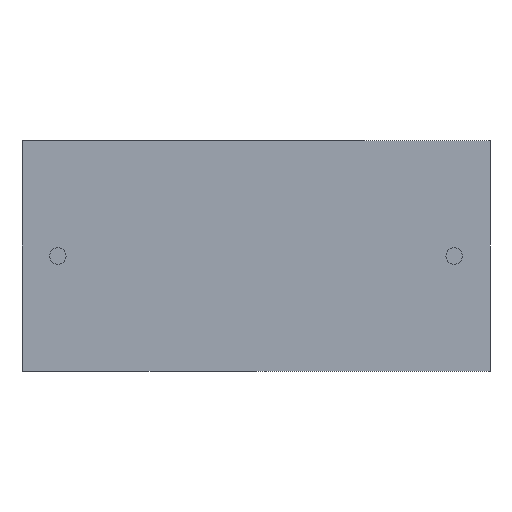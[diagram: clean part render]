
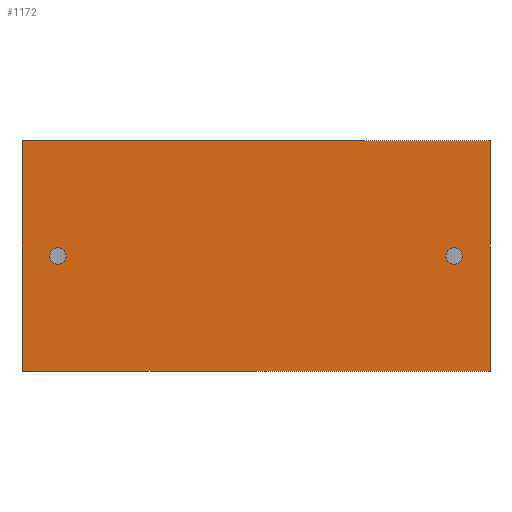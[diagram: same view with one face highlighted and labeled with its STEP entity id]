
A CAD part, front view. The second image highlights one B-rep face of the part: STEP entity #1172.
In plain terms, the highlighted planar face has unit normal (0, -1, 0).
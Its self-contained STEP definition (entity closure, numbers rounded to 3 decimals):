
#94 = CARTESIAN_POINT ( 'NONE',  ( 27.7, 0., 7.4 ) ) ;
#179 = ORIENTED_EDGE ( 'NONE', *, *, #197, .F. ) ;
#197 = EDGE_CURVE ( 'NONE', #1309, #498, #483, .T. ) ;
#199 = DIRECTION ( 'NONE',  ( 1., 0., 0. ) ) ;
#203 = LINE ( 'NONE', #2328, #1324 ) ;
#223 = CARTESIAN_POINT ( 'NONE',  ( 27.7, 0., 7.925 ) ) ;
#247 = CARTESIAN_POINT ( 'NONE',  ( 30., 0., 14.8 ) ) ;
#296 = ORIENTED_EDGE ( 'NONE', *, *, #1217, .F. ) ;
#316 = EDGE_CURVE ( 'NONE', #1893, #1829, #983, .T. ) ;
#317 = EDGE_CURVE ( 'NONE', #364, #1893, #203, .T. ) ;
#335 = CARTESIAN_POINT ( 'NONE',  ( 2.3, 0., 7.925 ) ) ;
#351 = AXIS2_PLACEMENT_3D ( 'NONE', #1477, #1084, #1111 ) ;
#364 = VERTEX_POINT ( 'NONE', #1783 ) ;
#397 = VECTOR ( 'NONE', #199, 1000. ) ;
#407 = CARTESIAN_POINT ( 'NONE',  ( 30., 0., 14.8 ) ) ;
#418 = DIRECTION ( 'NONE',  ( 0., 0., 1. ) ) ;
#424 = LINE ( 'NONE', #1394, #2028 ) ;
#453 = CARTESIAN_POINT ( 'NONE',  ( 0., 0., 0. ) ) ;
#462 = ORIENTED_EDGE ( 'NONE', *, *, #2407, .T. ) ;
#483 = CIRCLE ( 'NONE', #995, 0.525 ) ;
#491 = EDGE_LOOP ( 'NONE', ( #462, #2175, #2133, #2097 ) ) ;
#498 = VERTEX_POINT ( 'NONE', #335 ) ;
#583 = ORIENTED_EDGE ( 'NONE', *, *, #1456, .T. ) ;
#622 = PLANE ( 'NONE',  #761 ) ;
#717 = EDGE_CURVE ( 'NONE', #364, #1186, #424, .T. ) ;
#761 = AXIS2_PLACEMENT_3D ( 'NONE', #1775, #1382, #1608 ) ;
#770 = EDGE_CURVE ( 'NONE', #2000, #2230, #952, .T. ) ;
#825 = CARTESIAN_POINT ( 'NONE',  ( 0., 0., 0. ) ) ;
#875 = CIRCLE ( 'NONE', #351, 0.525 ) ;
#940 = CARTESIAN_POINT ( 'NONE',  ( 30., 0., 0. ) ) ;
#952 = CIRCLE ( 'NONE', #1190, 0.525 ) ;
#983 = LINE ( 'NONE', #407, #2388 ) ;
#995 = AXIS2_PLACEMENT_3D ( 'NONE', #1422, #1246, #1385 ) ;
#1024 = DIRECTION ( 'NONE',  ( 0., 1., 0. ) ) ;
#1084 = DIRECTION ( 'NONE',  ( 0., 1., 0. ) ) ;
#1110 = CARTESIAN_POINT ( 'NONE',  ( 2.3, 0., 6.875 ) ) ;
#1111 = DIRECTION ( 'NONE',  ( 0., 0., -1. ) ) ;
#1172 = ADVANCED_FACE ( 'NONE', ( #1828, #1252, #2364 ), #622, .F. ) ;
#1184 = DIRECTION ( 'NONE',  ( 0., 0., -1. ) ) ;
#1186 = VERTEX_POINT ( 'NONE', #825 ) ;
#1190 = AXIS2_PLACEMENT_3D ( 'NONE', #94, #1024, #1614 ) ;
#1192 = EDGE_LOOP ( 'NONE', ( #583, #2035 ) ) ;
#1217 = EDGE_CURVE ( 'NONE', #498, #1309, #2391, .T. ) ;
#1246 = DIRECTION ( 'NONE',  ( 0., -1., 0. ) ) ;
#1252 = FACE_OUTER_BOUND ( 'NONE', #491, .T. ) ;
#1309 = VERTEX_POINT ( 'NONE', #1110 ) ;
#1324 = VECTOR ( 'NONE', #2318, 1000. ) ;
#1382 = DIRECTION ( 'NONE',  ( 0., 1., 0. ) ) ;
#1385 = DIRECTION ( 'NONE',  ( 0., 0., 1. ) ) ;
#1394 = CARTESIAN_POINT ( 'NONE',  ( 0., 0., 14.8 ) ) ;
#1422 = CARTESIAN_POINT ( 'NONE',  ( 2.3, 0., 7.4 ) ) ;
#1456 = EDGE_CURVE ( 'NONE', #2230, #2000, #875, .T. ) ;
#1477 = CARTESIAN_POINT ( 'NONE',  ( 27.7, 0., 7.4 ) ) ;
#1596 = EDGE_LOOP ( 'NONE', ( #296, #179 ) ) ;
#1608 = DIRECTION ( 'NONE',  ( 0., 0., 1. ) ) ;
#1614 = DIRECTION ( 'NONE',  ( 0., 0., -1. ) ) ;
#1741 = LINE ( 'NONE', #453, #397 ) ;
#1769 = DIRECTION ( 'NONE',  ( 0., 0., -1. ) ) ;
#1775 = CARTESIAN_POINT ( 'NONE',  ( 0., 0., 14.8 ) ) ;
#1783 = CARTESIAN_POINT ( 'NONE',  ( 0., 0., 14.8 ) ) ;
#1800 = CARTESIAN_POINT ( 'NONE',  ( 2.3, 0., 7.4 ) ) ;
#1828 = FACE_BOUND ( 'NONE', #1192, .T. ) ;
#1829 = VERTEX_POINT ( 'NONE', #940 ) ;
#1893 = VERTEX_POINT ( 'NONE', #247 ) ;
#2000 = VERTEX_POINT ( 'NONE', #2378 ) ;
#2028 = VECTOR ( 'NONE', #1769, 1000. ) ;
#2035 = ORIENTED_EDGE ( 'NONE', *, *, #770, .T. ) ;
#2097 = ORIENTED_EDGE ( 'NONE', *, *, #717, .T. ) ;
#2133 = ORIENTED_EDGE ( 'NONE', *, *, #317, .F. ) ;
#2136 = DIRECTION ( 'NONE',  ( 0., -1., 0. ) ) ;
#2149 = AXIS2_PLACEMENT_3D ( 'NONE', #1800, #2136, #418 ) ;
#2175 = ORIENTED_EDGE ( 'NONE', *, *, #316, .F. ) ;
#2230 = VERTEX_POINT ( 'NONE', #223 ) ;
#2318 = DIRECTION ( 'NONE',  ( 1., 0., 0. ) ) ;
#2328 = CARTESIAN_POINT ( 'NONE',  ( 0., 0., 14.8 ) ) ;
#2364 = FACE_BOUND ( 'NONE', #1596, .T. ) ;
#2378 = CARTESIAN_POINT ( 'NONE',  ( 27.7, 0., 6.875 ) ) ;
#2388 = VECTOR ( 'NONE', #1184, 1000. ) ;
#2391 = CIRCLE ( 'NONE', #2149, 0.525 ) ;
#2407 = EDGE_CURVE ( 'NONE', #1186, #1829, #1741, .T. ) ;
